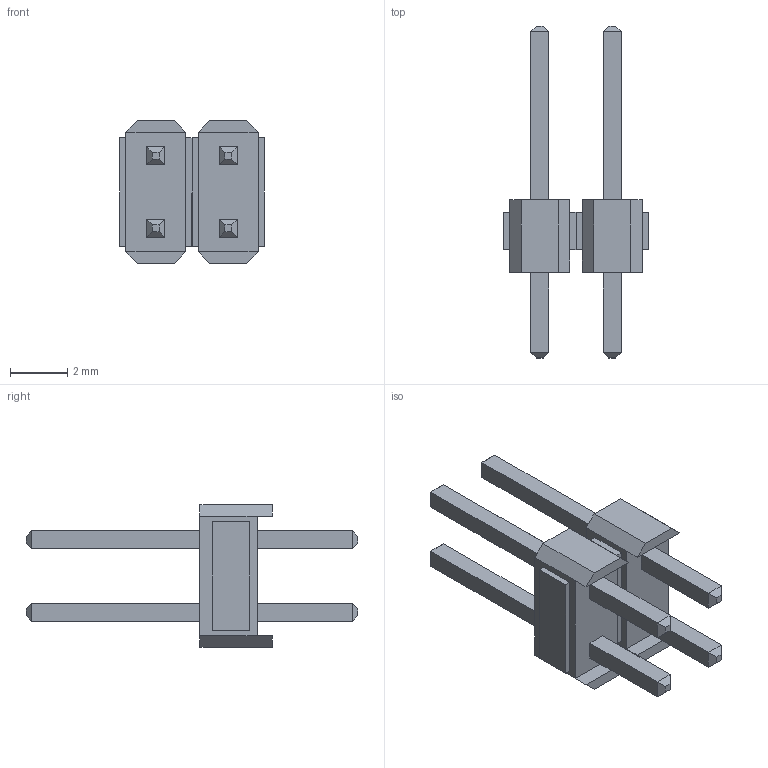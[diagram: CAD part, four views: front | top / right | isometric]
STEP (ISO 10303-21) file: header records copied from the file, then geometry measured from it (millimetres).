
FILE_DESCRIPTION (( 'STEP AP214' ), '1' );
FILE_NAME ('PLD-04.STEP', '2019-06-28T08:47:33', ( '' ), ( '' ), 'SwSTEP 2.0', 'SolidWorks 2018', '' );
FILE_SCHEMA (( 'AUTOMOTIVE_DESIGN' ));
Length unit declared in the file: millimetre
Products named in the file (1): PLD-04
Bounding box: 5.08 x 11.64 x 5 mm (x, y, z)
Volume: 62 mm3; surface area: 208.3 mm2
Topology: 2 solids, 2 shells, 120 faces, 272 edges, 168 vertices
Faces by surface type: plane 120
Entity records: 4599 total; most frequent: CARTESIAN_POINT 561, ORIENTED_EDGE 544, DIRECTION 514, VECTOR 272, EDGE_CURVE 272, LINE 272, VERTEX_POINT 168, EDGE_LOOP 132
